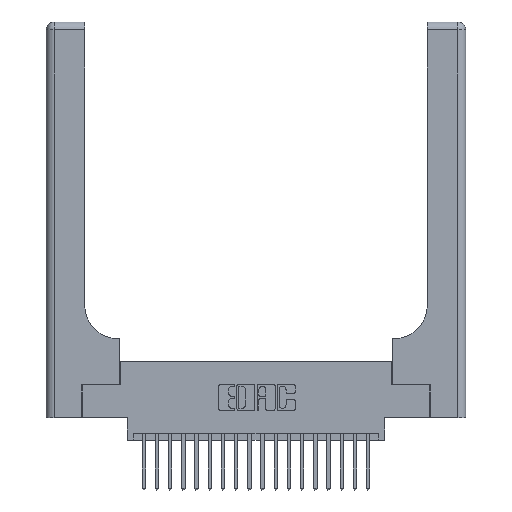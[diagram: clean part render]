
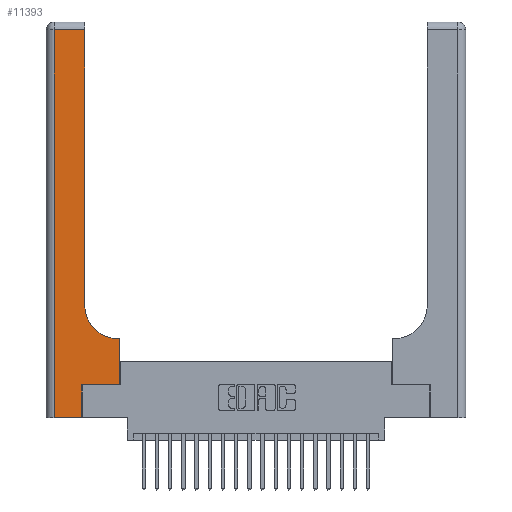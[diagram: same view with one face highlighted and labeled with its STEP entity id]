
A CAD part, top view. The second image highlights one B-rep face of the part: STEP entity #11393.
In plain terms, the highlighted planar face has unit normal (0, 0, 1).
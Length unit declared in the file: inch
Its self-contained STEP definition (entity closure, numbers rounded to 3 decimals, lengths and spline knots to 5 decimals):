
#34 = ORIENTED_EDGE ( 'NONE', *, *, #15367, .T. ) ;
#91 = LINE ( 'NONE', #20622, #22299 ) ;
#124 = CARTESIAN_POINT ( 'NONE',  ( 0., 3., 0.37 ) ) ;
#950 = VECTOR ( 'NONE', #7695, 39.37008 ) ;
#1045 = ORIENTED_EDGE ( 'NONE', *, *, #15422, .T. ) ;
#1191 = ORIENTED_EDGE ( 'NONE', *, *, #4019, .T. ) ;
#1198 = CARTESIAN_POINT ( 'NONE',  ( 0.06, 2.94, 0.37 ) ) ;
#1309 = ORIENTED_EDGE ( 'NONE', *, *, #8221, .T. ) ;
#1925 = VERTEX_POINT ( 'NONE', #11730 ) ;
#2081 = DIRECTION ( 'NONE',  ( 1., 0., 0. ) ) ;
#2613 = LINE ( 'NONE', #10798, #12586 ) ;
#2813 = CARTESIAN_POINT ( 'NONE',  ( 0.5415, 0.85, 0.37 ) ) ;
#3208 = DIRECTION ( 'NONE',  ( 0., 1., 0. ) ) ;
#3266 = CARTESIAN_POINT ( 'NONE',  ( 0., 2.94, 0.37 ) ) ;
#3662 = DIRECTION ( 'NONE',  ( -1., 0., 0. ) ) ;
#3686 = LINE ( 'NONE', #17922, #9553 ) ;
#4019 = EDGE_CURVE ( 'NONE', #8814, #11180, #4957, .T. ) ;
#4166 = CARTESIAN_POINT ( 'NONE',  ( 0., 0., 0.37 ) ) ;
#4390 = VECTOR ( 'NONE', #20827, 39.37008 ) ;
#4512 = ORIENTED_EDGE ( 'NONE', *, *, #12879, .T. ) ;
#4642 = DIRECTION ( 'NONE',  ( 1., 0., 0. ) ) ;
#4957 = LINE ( 'NONE', #3266, #4390 ) ;
#5668 = DIRECTION ( 'NONE',  ( 0., 1., 0. ) ) ;
#5792 = DIRECTION ( 'NONE',  ( 0., 1., 0. ) ) ;
#5853 = LINE ( 'NONE', #4166, #19816 ) ;
#7344 = LINE ( 'NONE', #16468, #950 ) ;
#7688 = CARTESIAN_POINT ( 'NONE',  ( 0.5585, 0.6, 0.37 ) ) ;
#7695 = DIRECTION ( 'NONE',  ( -1., 0., 0. ) ) ;
#7827 = EDGE_CURVE ( 'NONE', #9406, #8814, #3686, .T. ) ;
#8221 = EDGE_CURVE ( 'NONE', #11821, #19683, #91, .T. ) ;
#8396 = CARTESIAN_POINT ( 'NONE',  ( 0.2915, 0.85, 0.37 ) ) ;
#8814 = VERTEX_POINT ( 'NONE', #20295 ) ;
#8881 = AXIS2_PLACEMENT_3D ( 'NONE', #124, #14246, #3662 ) ;
#9181 = CARTESIAN_POINT ( 'NONE',  ( 0.269, 0.25, 0.37 ) ) ;
#9406 = VERTEX_POINT ( 'NONE', #8396 ) ;
#9553 = VECTOR ( 'NONE', #5668, 39.37008 ) ;
#9702 = EDGE_CURVE ( 'NONE', #19683, #19789, #21697, .T. ) ;
#9806 = VERTEX_POINT ( 'NONE', #7688 ) ;
#10197 = CARTESIAN_POINT ( 'NONE',  ( 0.269, 0.25, 0.37 ) ) ;
#10307 = CARTESIAN_POINT ( 'NONE',  ( 0.5415, 0.6, 0.37 ) ) ;
#10798 = CARTESIAN_POINT ( 'NONE',  ( 0.06, 3., 0.37 ) ) ;
#11180 = VERTEX_POINT ( 'NONE', #1198 ) ;
#11393 = ADVANCED_FACE ( 'NONE', ( #22387 ), #12494, .F. ) ;
#11730 = CARTESIAN_POINT ( 'NONE',  ( 0.06, 0., 0.37 ) ) ;
#11821 = VERTEX_POINT ( 'NONE', #17317 ) ;
#11980 = EDGE_CURVE ( 'NONE', #11180, #1925, #2613, .T. ) ;
#12494 = PLANE ( 'NONE',  #8881 ) ;
#12586 = VECTOR ( 'NONE', #21195, 39.37008 ) ;
#12879 = EDGE_CURVE ( 'NONE', #15086, #9406, #22319, .T. ) ;
#14246 = DIRECTION ( 'NONE',  ( 0., 0., -1. ) ) ;
#14700 = DIRECTION ( 'NONE',  ( 1., 0., 0. ) ) ;
#15086 = VERTEX_POINT ( 'NONE', #10307 ) ;
#15145 = DIRECTION ( 'NONE',  ( 0., 0., -1. ) ) ;
#15367 = EDGE_CURVE ( 'NONE', #19789, #9806, #16274, .T. ) ;
#15422 = EDGE_CURVE ( 'NONE', #1925, #11821, #5853, .T. ) ;
#15815 = CARTESIAN_POINT ( 'NONE',  ( 0.5585, 0.25, 0.37 ) ) ;
#16274 = LINE ( 'NONE', #16292, #20351 ) ;
#16292 = CARTESIAN_POINT ( 'NONE',  ( 0.5585, 0.25, 0.37 ) ) ;
#16468 = CARTESIAN_POINT ( 'NONE',  ( 0.2915, 0.6, 0.37 ) ) ;
#16481 = EDGE_LOOP ( 'NONE', ( #17695, #1191, #17496, #1045, #1309, #16762, #34, #18524, #4512 ) ) ;
#16762 = ORIENTED_EDGE ( 'NONE', *, *, #9702, .T. ) ;
#17065 = VECTOR ( 'NONE', #2081, 39.37008 ) ;
#17317 = CARTESIAN_POINT ( 'NONE',  ( 0.269, 0., 0.37 ) ) ;
#17496 = ORIENTED_EDGE ( 'NONE', *, *, #11980, .T. ) ;
#17695 = ORIENTED_EDGE ( 'NONE', *, *, #7827, .T. ) ;
#17922 = CARTESIAN_POINT ( 'NONE',  ( 0.2915, 3., 0.37 ) ) ;
#18524 = ORIENTED_EDGE ( 'NONE', *, *, #21706, .T. ) ;
#18791 = AXIS2_PLACEMENT_3D ( 'NONE', #2813, #15145, #4642 ) ;
#19683 = VERTEX_POINT ( 'NONE', #10197 ) ;
#19789 = VERTEX_POINT ( 'NONE', #15815 ) ;
#19816 = VECTOR ( 'NONE', #14700, 39.37008 ) ;
#20295 = CARTESIAN_POINT ( 'NONE',  ( 0.2915, 2.94, 0.37 ) ) ;
#20351 = VECTOR ( 'NONE', #5792, 39.37008 ) ;
#20622 = CARTESIAN_POINT ( 'NONE',  ( 0.269, 0., 0.37 ) ) ;
#20827 = DIRECTION ( 'NONE',  ( -1., 0., 0. ) ) ;
#21195 = DIRECTION ( 'NONE',  ( 0., -1., 0. ) ) ;
#21697 = LINE ( 'NONE', #9181, #17065 ) ;
#21706 = EDGE_CURVE ( 'NONE', #9806, #15086, #7344, .T. ) ;
#22299 = VECTOR ( 'NONE', #3208, 39.37008 ) ;
#22319 = CIRCLE ( 'NONE', #18791, 0.25 ) ;
#22387 = FACE_OUTER_BOUND ( 'NONE', #16481, .T. ) ;
